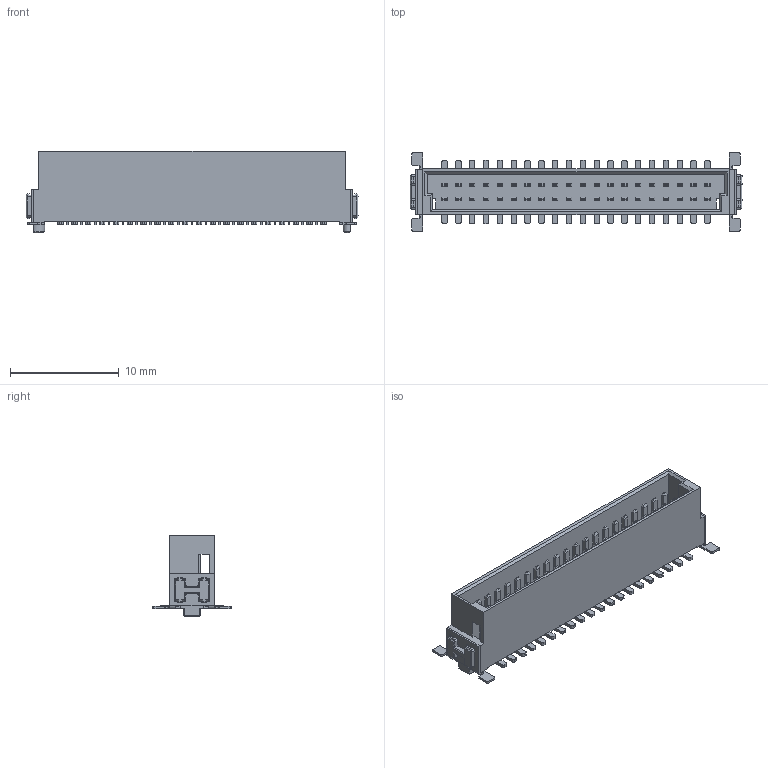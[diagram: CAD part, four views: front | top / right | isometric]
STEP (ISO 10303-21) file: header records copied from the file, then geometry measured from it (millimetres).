
FILE_DESCRIPTION(/* description */ (''),/* implementation_level */ '2;1');
FILE_NAME(/* name */ 'M55-7004042_asm.stp.iam.stp',/* time_stamp */ '2023-05-03T22:17:34+02:00',/* author */ ('mraoul'),/* organization */ (''),/* preprocessor_version */ 'ST-DEVELOPER v19.2',/* originating_system */ 'Autodesk Inventor 2024',/* authorisation */ '');
FILE_SCHEMA (('AUTOMOTIVE_DESIGN { 1 0 10303 214 3 1 1 }'));
Length unit declared in the file: millimetre
Products named in the file (5): M55-7004042_asm.stp; M55-7004042_ASM; M55-70040_MOULD; M55-700_CONTACT; M55-700_STRAP
Assembly tree (44 placements, depth 3):
  M55-7004042_asm.stp
    M55-7004042_ASM
      M55-70040_MOULD
      M55-700_CONTACT  x40
      M55-700_STRAP  x2
Bounding box: 30.48 x 7.2 x 7.5 mm (x, y, z)
Volume: 378.8 mm3; surface area: 1771.6 mm2
Topology: 43 solids, 43 shells, 2585 faces, 6757 edges, 4232 vertices
Faces by surface type: plane 1695, cylinder 711, bspline 160, cone 19
Entity records: 24953 total; most frequent: CARTESIAN_POINT 4458, ORIENTED_EDGE 4278, DIRECTION 3913, EDGE_CURVE 2139, LINE 1985, VECTOR 1985, VERTEX_POINT 1390, AXIS2_PLACEMENT_3D 964
